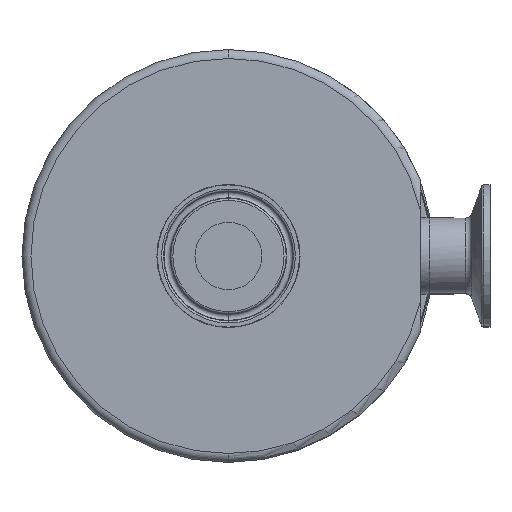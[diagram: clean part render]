
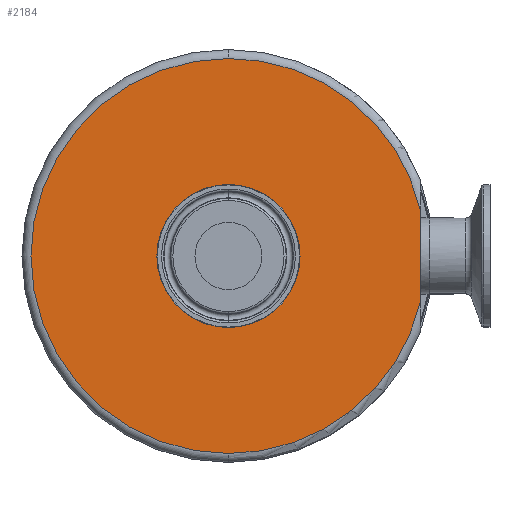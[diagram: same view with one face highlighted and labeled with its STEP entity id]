
A CAD part, front view. The second image highlights one B-rep face of the part: STEP entity #2184.
In plain terms, the highlighted planar face has unit normal (0, -1, 0).
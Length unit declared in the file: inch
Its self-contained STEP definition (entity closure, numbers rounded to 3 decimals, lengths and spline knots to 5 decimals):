
#7 = LINE ( 'NONE', #3551, #338 ) ;
#66 = ORIENTED_EDGE ( 'NONE', *, *, #3387, .F. ) ;
#283 = DIRECTION ( 'NONE',  ( 0., 0., -1. ) ) ;
#338 = VECTOR ( 'NONE', #283, 39.37008 ) ;
#374 = CARTESIAN_POINT ( 'NONE',  ( 0., -0.8, -1. ) ) ;
#823 = DIRECTION ( 'NONE',  ( 0., 0., 1. ) ) ;
#1040 = ORIENTED_EDGE ( 'NONE', *, *, #4407, .T. ) ;
#1115 = DIRECTION ( 'NONE',  ( 0., 0., 1. ) ) ;
#1150 = CARTESIAN_POINT ( 'NONE',  ( 0., -0.8, 0. ) ) ;
#1280 = CARTESIAN_POINT ( 'NONE',  ( 2.685, -0.8, 0.63904 ) ) ;
#1427 = ORIENTED_EDGE ( 'NONE', *, *, #7526, .F. ) ;
#1548 = VERTEX_POINT ( 'NONE', #7874 ) ;
#1568 = CARTESIAN_POINT ( 'NONE',  ( 0., -0.8, 1. ) ) ;
#1693 = CARTESIAN_POINT ( 'NONE',  ( -2.76, -0.8, 0. ) ) ;
#1762 = AXIS2_PLACEMENT_3D ( 'NONE', #6442, #3762, #6384 ) ;
#1766 = CARTESIAN_POINT ( 'NONE',  ( 0., -0.8, 0. ) ) ;
#1865 = AXIS2_PLACEMENT_3D ( 'NONE', #1766, #8329, #5125 ) ;
#1933 = EDGE_CURVE ( 'NONE', #7341, #5304, #3734, .T. ) ;
#2028 = AXIS2_PLACEMENT_3D ( 'NONE', #1693, #5664, #6328 ) ;
#2040 = EDGE_CURVE ( 'NONE', #8020, #8013, #7, .T. ) ;
#2126 = ORIENTED_EDGE ( 'NONE', *, *, #2786, .F. ) ;
#2184 = ADVANCED_FACE ( 'NONE', ( #2402, #3113 ), #7002, .T. ) ;
#2402 = FACE_OUTER_BOUND ( 'NONE', #6109, .T. ) ;
#2786 = EDGE_CURVE ( 'NONE', #8013, #1548, #6758, .T. ) ;
#3036 = AXIS2_PLACEMENT_3D ( 'NONE', #5096, #6319, #1115 ) ;
#3113 = FACE_BOUND ( 'NONE', #7790, .T. ) ;
#3144 = CIRCLE ( 'NONE', #1762, 2.76 ) ;
#3358 = DIRECTION ( 'NONE',  ( 0., 1., 0. ) ) ;
#3387 = EDGE_CURVE ( 'NONE', #6650, #8020, #7478, .T. ) ;
#3404 = CARTESIAN_POINT ( 'NONE',  ( 0., -0.8, 0. ) ) ;
#3551 = CARTESIAN_POINT ( 'NONE',  ( 2.685, -0.8, 0. ) ) ;
#3734 = CIRCLE ( 'NONE', #4405, 1. ) ;
#3762 = DIRECTION ( 'NONE',  ( 0., 1., 0. ) ) ;
#3954 = CARTESIAN_POINT ( 'NONE',  ( 2.685, -0.8, -0.63904 ) ) ;
#4157 = CARTESIAN_POINT ( 'NONE',  ( 0., -0.8, 2.76 ) ) ;
#4405 = AXIS2_PLACEMENT_3D ( 'NONE', #3404, #3358, #823 ) ;
#4407 = EDGE_CURVE ( 'NONE', #5304, #7341, #4777, .T. ) ;
#4411 = DIRECTION ( 'NONE',  ( 0., 0., 1. ) ) ;
#4777 = CIRCLE ( 'NONE', #3036, 1. ) ;
#5096 = CARTESIAN_POINT ( 'NONE',  ( 0., -0.8, 0. ) ) ;
#5125 = DIRECTION ( 'NONE',  ( 0., 0., 1. ) ) ;
#5304 = VERTEX_POINT ( 'NONE', #374 ) ;
#5664 = DIRECTION ( 'NONE',  ( 0., -1., 0. ) ) ;
#5700 = DIRECTION ( 'NONE',  ( 0., 1., 0. ) ) ;
#5890 = AXIS2_PLACEMENT_3D ( 'NONE', #1150, #5700, #4411 ) ;
#6009 = ORIENTED_EDGE ( 'NONE', *, *, #2040, .F. ) ;
#6109 = EDGE_LOOP ( 'NONE', ( #6009, #66, #1427, #2126 ) ) ;
#6319 = DIRECTION ( 'NONE',  ( 0., 1., 0. ) ) ;
#6328 = DIRECTION ( 'NONE',  ( 0., 0., -1. ) ) ;
#6384 = DIRECTION ( 'NONE',  ( 0., 0., 1. ) ) ;
#6442 = CARTESIAN_POINT ( 'NONE',  ( 0., -0.8, 0. ) ) ;
#6650 = VERTEX_POINT ( 'NONE', #4157 ) ;
#6758 = CIRCLE ( 'NONE', #1865, 2.76 ) ;
#7002 = PLANE ( 'NONE',  #2028 ) ;
#7341 = VERTEX_POINT ( 'NONE', #1568 ) ;
#7478 = CIRCLE ( 'NONE', #5890, 2.76 ) ;
#7526 = EDGE_CURVE ( 'NONE', #1548, #6650, #3144, .T. ) ;
#7790 = EDGE_LOOP ( 'NONE', ( #8211, #1040 ) ) ;
#7874 = CARTESIAN_POINT ( 'NONE',  ( 0., -0.8, -2.76 ) ) ;
#8013 = VERTEX_POINT ( 'NONE', #3954 ) ;
#8020 = VERTEX_POINT ( 'NONE', #1280 ) ;
#8211 = ORIENTED_EDGE ( 'NONE', *, *, #1933, .T. ) ;
#8329 = DIRECTION ( 'NONE',  ( 0., 1., 0. ) ) ;
